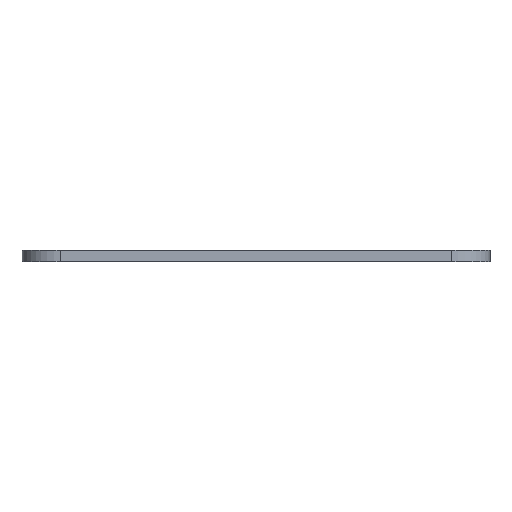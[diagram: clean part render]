
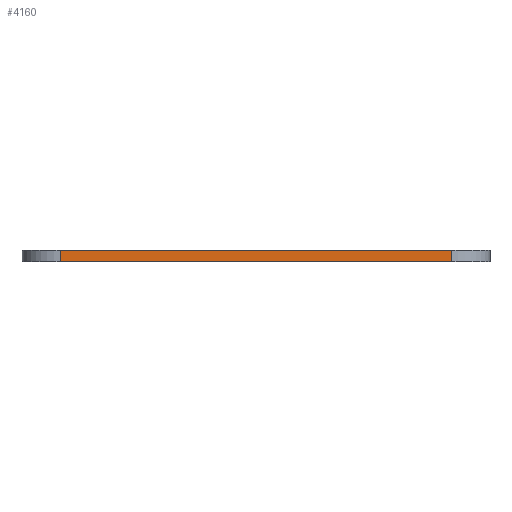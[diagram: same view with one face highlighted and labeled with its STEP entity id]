
A CAD part, front view. The second image highlights one B-rep face of the part: STEP entity #4160.
In plain terms, the highlighted planar face has unit normal (0, -1, 0).
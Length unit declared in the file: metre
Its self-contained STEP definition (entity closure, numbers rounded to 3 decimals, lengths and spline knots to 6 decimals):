
#162=LINE('',#5649,#551);
#235=LINE('',#6051,#624);
#236=LINE('',#6055,#625);
#237=LINE('',#6057,#626);
#551=VECTOR('',#4671,1.);
#624=VECTOR('',#4836,1.);
#625=VECTOR('',#4841,1.);
#626=VECTOR('',#4842,1.);
#1225=ORIENTED_EDGE('',*,*,#2326,.T.);
#1226=ORIENTED_EDGE('',*,*,#2484,.F.);
#1227=ORIENTED_EDGE('',*,*,#2485,.F.);
#1228=ORIENTED_EDGE('',*,*,#2482,.T.);
#2326=EDGE_CURVE('',#2964,#2963,#162,.T.);
#2482=EDGE_CURVE('',#3112,#2964,#235,.T.);
#2484=EDGE_CURVE('',#3113,#2963,#236,.T.);
#2485=EDGE_CURVE('',#3112,#3113,#237,.T.);
#2963=VERTEX_POINT('',#5648);
#2964=VERTEX_POINT('',#5650);
#3112=VERTEX_POINT('',#6052);
#3113=VERTEX_POINT('',#6056);
#3532=EDGE_LOOP('',(#1225,#1226,#1227,#1228));
#3803=FACE_BOUND('',#3532,.T.);
#4050=PLANE('',#4448);
#4160=ADVANCED_FACE('',(#3803),#4050,.F.);
#4448=AXIS2_PLACEMENT_3D('',#6054,#4839,#4840);
#4671=DIRECTION('',(1.,0.,0.));
#4836=DIRECTION('',(0.,0.,-1.));
#4839=DIRECTION('',(0.,1.,0.));
#4840=DIRECTION('',(0.,0.,1.));
#4841=DIRECTION('',(0.,0.,-1.));
#4842=DIRECTION('',(1.,0.,0.));
#5648=CARTESIAN_POINT('',(0.0255,-0.029236,0.));
#5649=CARTESIAN_POINT('',(0.,-0.029236,0.));
#5650=CARTESIAN_POINT('',(-0.0255,-0.029236,0.));
#6051=CARTESIAN_POINT('',(-0.0255,-0.029236,0.0015));
#6052=CARTESIAN_POINT('',(-0.0255,-0.029236,0.0015));
#6054=CARTESIAN_POINT('',(0.,-0.029236,0.0015));
#6055=CARTESIAN_POINT('',(0.0255,-0.029236,0.0015));
#6056=CARTESIAN_POINT('',(0.0255,-0.029236,0.0015));
#6057=CARTESIAN_POINT('',(0.,-0.029236,0.0015));
